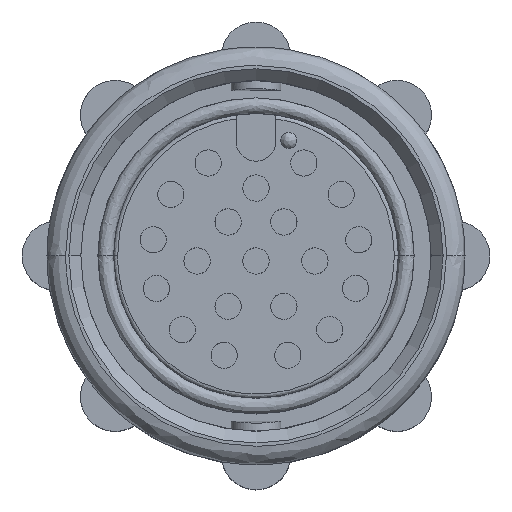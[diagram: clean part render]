
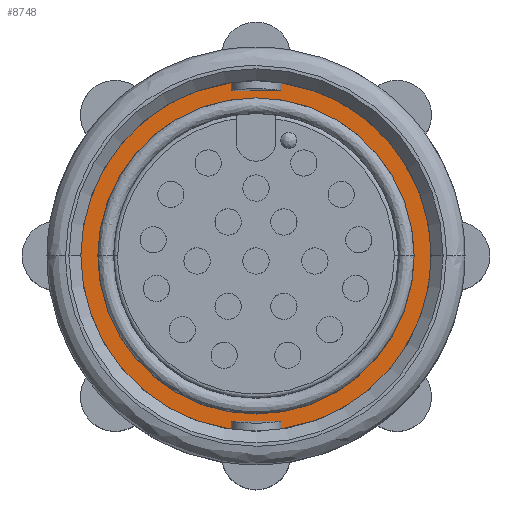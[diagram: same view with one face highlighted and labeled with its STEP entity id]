
A CAD part, top view. The second image highlights one B-rep face of the part: STEP entity #8748.
In plain terms, the highlighted planar face has unit normal (0, 0, 1).
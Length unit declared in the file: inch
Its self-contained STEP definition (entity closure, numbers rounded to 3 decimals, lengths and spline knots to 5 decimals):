
#15 = CARTESIAN_POINT ( 'NONE',  ( 0., 0., 0.02 ) ) ;
#158 = CARTESIAN_POINT ( 'NONE',  ( -0.0625, 0.41532, 0.02 ) ) ;
#206 = FACE_OUTER_BOUND ( 'NONE', #8310, .T. ) ;
#211 = DIRECTION ( 'NONE',  ( 0., -1., 0. ) ) ;
#246 = CIRCLE ( 'NONE', #8378, 0.39691 ) ;
#306 = CARTESIAN_POINT ( 'NONE',  ( -0.0625, 0., 0.02 ) ) ;
#470 = DIRECTION ( 'NONE',  ( 0., 0., 1. ) ) ;
#644 = CARTESIAN_POINT ( 'NONE',  ( -0.0625, -0.43554, 0.02 ) ) ;
#655 = DIRECTION ( 'NONE',  ( -1., 0., 0. ) ) ;
#696 = DIRECTION ( 'NONE',  ( 0., 0., 1. ) ) ;
#720 = DIRECTION ( 'NONE',  ( 0., 0., -1. ) ) ;
#734 = CARTESIAN_POINT ( 'NONE',  ( 0., 0., 0.02 ) ) ;
#769 = DIRECTION ( 'NONE',  ( 1., 0., 0. ) ) ;
#793 = DIRECTION ( 'NONE',  ( -1., 0., 0. ) ) ;
#915 = DIRECTION ( 'NONE',  ( 0., 1., 0. ) ) ;
#1013 = EDGE_CURVE ( 'NONE', #4356, #11944, #2589, .T. ) ;
#1654 = DIRECTION ( 'NONE',  ( -1., 0., 0. ) ) ;
#1816 = ORIENTED_EDGE ( 'NONE', *, *, #5211, .T. ) ;
#1979 = VECTOR ( 'NONE', #211, 39.37008 ) ;
#2015 = EDGE_CURVE ( 'NONE', #3960, #4725, #2442, .T. ) ;
#2088 = CIRCLE ( 'NONE', #10602, 0.44 ) ;
#2146 = DIRECTION ( 'NONE',  ( -1., 0., 0. ) ) ;
#2184 = DIRECTION ( 'NONE',  ( 0., 0., 1. ) ) ;
#2230 = CARTESIAN_POINT ( 'NONE',  ( 0., 0., 0.02 ) ) ;
#2442 = CIRCLE ( 'NONE', #9510, 0.44 ) ;
#2589 = CIRCLE ( 'NONE', #7595, 0.42 ) ;
#2773 = EDGE_CURVE ( 'NONE', #11952, #6006, #12423, .T. ) ;
#2801 = EDGE_CURVE ( 'NONE', #3960, #9621, #4881, .T. ) ;
#3311 = CIRCLE ( 'NONE', #8129, 0.42 ) ;
#3330 = VERTEX_POINT ( 'NONE', #6371 ) ;
#3404 = CARTESIAN_POINT ( 'NONE',  ( -0.0625, -0.41532, 0.02 ) ) ;
#3432 = CARTESIAN_POINT ( 'NONE',  ( 0.0625, -0.41532, 0.02 ) ) ;
#3503 = VERTEX_POINT ( 'NONE', #644 ) ;
#3960 = VERTEX_POINT ( 'NONE', #7514 ) ;
#3972 = EDGE_LOOP ( 'NONE', ( #10680, #11642 ) ) ;
#4081 = EDGE_CURVE ( 'NONE', #11944, #3503, #8673, .T. ) ;
#4356 = VERTEX_POINT ( 'NONE', #3432 ) ;
#4390 = CARTESIAN_POINT ( 'NONE',  ( 0., 0., 0.02 ) ) ;
#4481 = EDGE_CURVE ( 'NONE', #3330, #6006, #9137, .T. ) ;
#4516 = CARTESIAN_POINT ( 'NONE',  ( 0., 0., 0.02 ) ) ;
#4552 = DIRECTION ( 'NONE',  ( 0., 1., 0. ) ) ;
#4725 = VERTEX_POINT ( 'NONE', #8799 ) ;
#4881 = LINE ( 'NONE', #306, #1979 ) ;
#4899 = DIRECTION ( 'NONE',  ( 0., 0., -1. ) ) ;
#5011 = VERTEX_POINT ( 'NONE', #11805 ) ;
#5211 = EDGE_CURVE ( 'NONE', #4725, #3503, #2088, .T. ) ;
#5364 = DIRECTION ( 'NONE',  ( -1., 0., 0. ) ) ;
#5579 = EDGE_CURVE ( 'NONE', #5011, #10230, #246, .T. ) ;
#5614 = ORIENTED_EDGE ( 'NONE', *, *, #4481, .F. ) ;
#5722 = FACE_BOUND ( 'NONE', #3972, .T. ) ;
#5867 = EDGE_CURVE ( 'NONE', #9621, #3330, #3311, .T. ) ;
#6006 = VERTEX_POINT ( 'NONE', #10074 ) ;
#6158 = CIRCLE ( 'NONE', #10030, 0.39691 ) ;
#6174 = EDGE_CURVE ( 'NONE', #11952, #4356, #11596, .T. ) ;
#6311 = CARTESIAN_POINT ( 'NONE',  ( 0., 0., 0.02 ) ) ;
#6371 = CARTESIAN_POINT ( 'NONE',  ( 0.0625, 0.41532, 0.02 ) ) ;
#6399 = VECTOR ( 'NONE', #10760, 39.37008 ) ;
#6585 = ORIENTED_EDGE ( 'NONE', *, *, #6174, .F. ) ;
#6659 = DIRECTION ( 'NONE',  ( 0., 0., 1. ) ) ;
#6774 = CARTESIAN_POINT ( 'NONE',  ( 0.0625, 0., 0.02 ) ) ;
#7299 = DIRECTION ( 'NONE',  ( -1., 0., 0. ) ) ;
#7509 = DIRECTION ( 'NONE',  ( 0., 0., -1. ) ) ;
#7514 = CARTESIAN_POINT ( 'NONE',  ( -0.0625, 0.43554, 0.02 ) ) ;
#7595 = AXIS2_PLACEMENT_3D ( 'NONE', #15, #720, #769 ) ;
#7628 = ORIENTED_EDGE ( 'NONE', *, *, #2801, .F. ) ;
#7830 = CARTESIAN_POINT ( 'NONE',  ( -0.0625, 0., 0.02 ) ) ;
#7946 = ORIENTED_EDGE ( 'NONE', *, *, #5867, .F. ) ;
#8129 = AXIS2_PLACEMENT_3D ( 'NONE', #10770, #4899, #11762 ) ;
#8265 = CARTESIAN_POINT ( 'NONE',  ( 0.0625, -0.43554, 0.02 ) ) ;
#8310 = EDGE_LOOP ( 'NONE', ( #7628, #12449, #1816, #9760, #10322, #6585, #9700, #5614, #7946 ) ) ;
#8378 = AXIS2_PLACEMENT_3D ( 'NONE', #6311, #470, #7299 ) ;
#8447 = PLANE ( 'NONE',  #8626 ) ;
#8626 = AXIS2_PLACEMENT_3D ( 'NONE', #4516, #7509, #1654 ) ;
#8673 = LINE ( 'NONE', #7830, #6399 ) ;
#8748 = ADVANCED_FACE ( 'NONE', ( #5722, #206 ), #8447, .F. ) ;
#8771 = CARTESIAN_POINT ( 'NONE',  ( 0.39691, 0., 0.02 ) ) ;
#8799 = CARTESIAN_POINT ( 'NONE',  ( -0.44, 0., 0.02 ) ) ;
#8822 = VECTOR ( 'NONE', #4552, 39.37008 ) ;
#9137 = LINE ( 'NONE', #10414, #8822 ) ;
#9510 = AXIS2_PLACEMENT_3D ( 'NONE', #2230, #2184, #2146 ) ;
#9621 = VERTEX_POINT ( 'NONE', #158 ) ;
#9700 = ORIENTED_EDGE ( 'NONE', *, *, #2773, .T. ) ;
#9760 = ORIENTED_EDGE ( 'NONE', *, *, #4081, .F. ) ;
#9974 = EDGE_CURVE ( 'NONE', #10230, #5011, #6158, .T. ) ;
#10030 = AXIS2_PLACEMENT_3D ( 'NONE', #12543, #6659, #793 ) ;
#10074 = CARTESIAN_POINT ( 'NONE',  ( 0.0625, 0.43554, 0.02 ) ) ;
#10230 = VERTEX_POINT ( 'NONE', #8771 ) ;
#10322 = ORIENTED_EDGE ( 'NONE', *, *, #1013, .F. ) ;
#10414 = CARTESIAN_POINT ( 'NONE',  ( 0.0625, 0., 0.02 ) ) ;
#10602 = AXIS2_PLACEMENT_3D ( 'NONE', #4390, #11254, #5364 ) ;
#10680 = ORIENTED_EDGE ( 'NONE', *, *, #5579, .F. ) ;
#10760 = DIRECTION ( 'NONE',  ( 0., -1., 0. ) ) ;
#10770 = CARTESIAN_POINT ( 'NONE',  ( 0., 0., 0.02 ) ) ;
#10986 = AXIS2_PLACEMENT_3D ( 'NONE', #734, #696, #655 ) ;
#11254 = DIRECTION ( 'NONE',  ( 0., 0., 1. ) ) ;
#11596 = LINE ( 'NONE', #6774, #11883 ) ;
#11642 = ORIENTED_EDGE ( 'NONE', *, *, #9974, .F. ) ;
#11762 = DIRECTION ( 'NONE',  ( 1., 0., 0. ) ) ;
#11805 = CARTESIAN_POINT ( 'NONE',  ( -0.39691, 0., 0.02 ) ) ;
#11883 = VECTOR ( 'NONE', #915, 39.37008 ) ;
#11944 = VERTEX_POINT ( 'NONE', #3404 ) ;
#11952 = VERTEX_POINT ( 'NONE', #8265 ) ;
#12423 = CIRCLE ( 'NONE', #10986, 0.44 ) ;
#12449 = ORIENTED_EDGE ( 'NONE', *, *, #2015, .T. ) ;
#12543 = CARTESIAN_POINT ( 'NONE',  ( 0., 0., 0.02 ) ) ;
